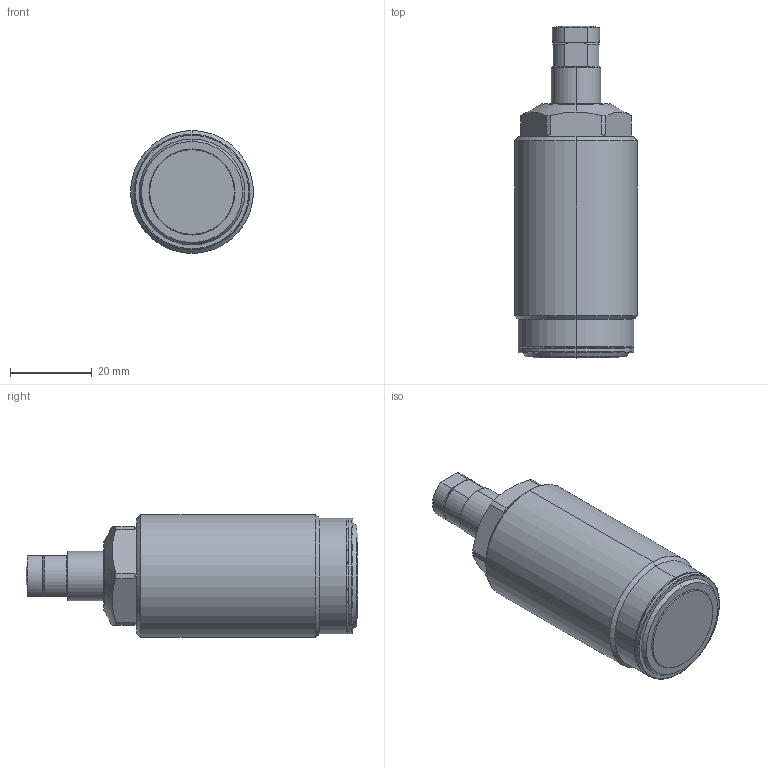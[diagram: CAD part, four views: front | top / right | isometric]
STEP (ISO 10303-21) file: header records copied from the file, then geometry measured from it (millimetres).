
FILE_DESCRIPTION(/* description */ (''),/* implementation_level */ '2;1');
FILE_NAME(/* name */ 'TSS03.stp',/* time_stamp */ '2022-11-16T15:02:59+08:00',/* author */ (''),/* organization */ (''),/* preprocessor_version */ 'ST-DEVELOPER v16.7',/* originating_system */ 'SIEMENS PLM Software NX 12.0',/* authorisation */ '');
FILE_SCHEMA (('AP203_CONFIGURATION_CONTROLLED_3D_DESIGN_OF_MECHANICAL_PARTS_AND_ASSEMBLIES_MIM_LF { 1 0 10303 403 2 1 2}'));
Length unit declared in the file: millimetre
Products named in the file (4): TSS03-02; TSS03-01; TSS03-03; CSK03_step
Assembly tree (3 placements, depth 2):
  CSK03_step
    TSS03-03
    TSS03-01
    TSS03-02
Bounding box: 30 x 81 x 30 mm (x, y, z)
Volume: 41561.3 mm3; surface area: 8740.1 mm2
Topology: 3 solids, 3 shells, 101 faces, 226 edges, 139 vertices
Faces by surface type: cylinder 32, cone 28, plane 25, torus 14, sphere 2
Entity records: 3297 total; most frequent: CARTESIAN_POINT 562, DIRECTION 526, ORIENTED_EDGE 452, EDGE_CURVE 226, AXIS2_PLACEMENT_3D 223, VERTEX_POINT 139, CIRCLE 118, EDGE_LOOP 109
